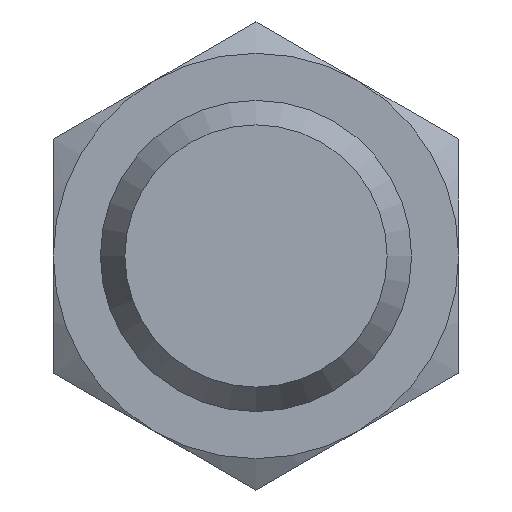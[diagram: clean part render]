
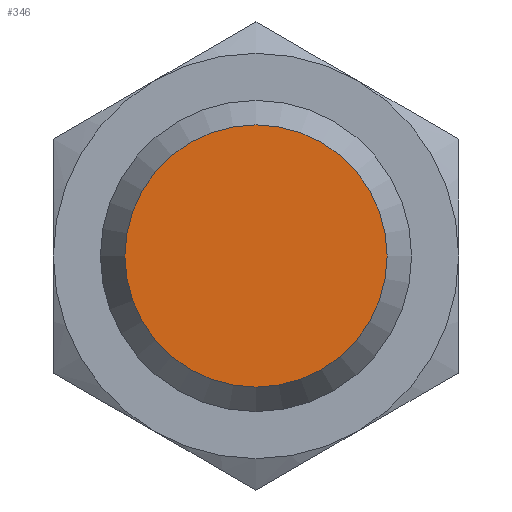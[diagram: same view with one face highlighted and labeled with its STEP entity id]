
A CAD part, front view. The second image highlights one B-rep face of the part: STEP entity #346.
In plain terms, the highlighted planar face has unit normal (0, -1, 0).
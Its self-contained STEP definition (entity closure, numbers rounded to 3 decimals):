
#66 = EDGE_CURVE ( 'NONE', #1336, #1336, #718, .T. ) ;
#96 = AXIS2_PLACEMENT_3D ( 'NONE', #139, #858, #736 ) ;
#139 = CARTESIAN_POINT ( 'NONE',  ( 0., -8., 0. ) ) ;
#207 = CARTESIAN_POINT ( 'NONE',  ( 0., -8., 5.5 ) ) ;
#346 = ADVANCED_FACE ( 'NONE', ( #608 ), #1111, .F. ) ;
#608 = FACE_OUTER_BOUND ( 'NONE', #623, .T. ) ;
#623 = EDGE_LOOP ( 'NONE', ( #966 ) ) ;
#718 = CIRCLE ( 'NONE', #96, 5.5 ) ;
#736 = DIRECTION ( 'NONE',  ( 0., 0., 1. ) ) ;
#858 = DIRECTION ( 'NONE',  ( 0., -1., 0. ) ) ;
#946 = AXIS2_PLACEMENT_3D ( 'NONE', #1346, #1108, #1080 ) ;
#966 = ORIENTED_EDGE ( 'NONE', *, *, #66, .T. ) ;
#1080 = DIRECTION ( 'NONE',  ( -1., 0., 0. ) ) ;
#1108 = DIRECTION ( 'NONE',  ( 0., 1., 0. ) ) ;
#1111 = PLANE ( 'NONE',  #946 ) ;
#1336 = VERTEX_POINT ( 'NONE', #207 ) ;
#1346 = CARTESIAN_POINT ( 'NONE',  ( 5.566, -8., -5.566 ) ) ;
